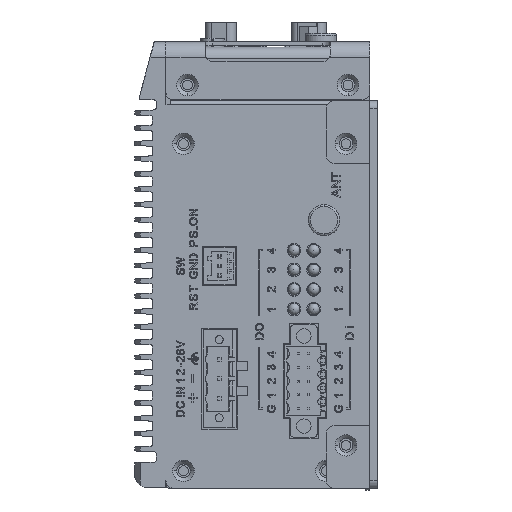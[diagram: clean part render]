
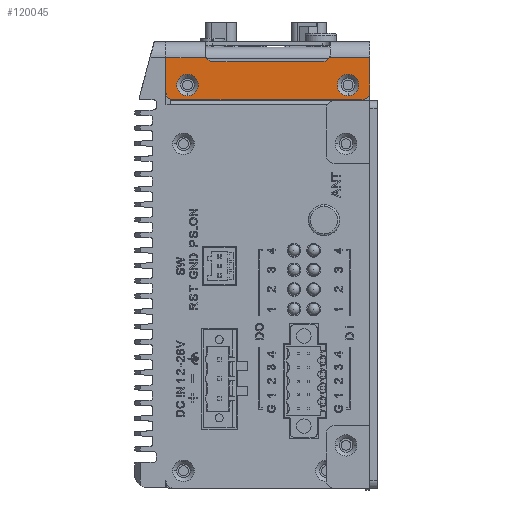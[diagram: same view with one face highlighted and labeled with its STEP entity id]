
A CAD part, left-side view. The second image highlights one B-rep face of the part: STEP entity #120045.
In plain terms, the highlighted planar face has unit normal (-1, 0, 0).
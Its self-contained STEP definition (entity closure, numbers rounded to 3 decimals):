
#505 = AXIS2_PLACEMENT_3D ( 'NONE', #212465, #305766, #189065 ) ;
#3506 = CARTESIAN_POINT ( 'NONE',  ( -79., -6.5, 53.6 ) ) ;
#8638 = EDGE_CURVE ( 'NONE', #202598, #17755, #260928, .T. ) ;
#10230 = VECTOR ( 'NONE', #140904, 1000. ) ;
#10595 = LINE ( 'NONE', #178410, #84323 ) ;
#12001 = LINE ( 'NONE', #181374, #10230 ) ;
#14311 = DIRECTION ( 'NONE',  ( 0., 0., -1. ) ) ;
#15240 = CARTESIAN_POINT ( 'NONE',  ( -79., -43., 59.6 ) ) ;
#17755 = VERTEX_POINT ( 'NONE', #120284 ) ;
#21880 = CARTESIAN_POINT ( 'NONE',  ( -79., -11.268, 60.6 ) ) ;
#24180 = CARTESIAN_POINT ( 'NONE',  ( -79., -6.5, 53.6 ) ) ;
#24185 = LINE ( 'NONE', #120613, #95886 ) ;
#24330 = ORIENTED_EDGE ( 'NONE', *, *, #202503, .T. ) ;
#30162 = CARTESIAN_POINT ( 'NONE',  ( -79., -47.5, 53.6 ) ) ;
#34631 = DIRECTION ( 'NONE',  ( 0., 0., -1. ) ) ;
#37304 = EDGE_CURVE ( 'NONE', #17755, #192227, #10595, .T. ) ;
#38233 = AXIS2_PLACEMENT_3D ( 'NONE', #30162, #219865, #148303 ) ;
#39461 = CARTESIAN_POINT ( 'NONE',  ( -79., -47.5, 50.85 ) ) ;
#40116 = AXIS2_PLACEMENT_3D ( 'NONE', #3506, #169788, #50181 ) ;
#42316 = AXIS2_PLACEMENT_3D ( 'NONE', #210283, #186917, #281884 ) ;
#45283 = LINE ( 'NONE', #88816, #197674 ) ;
#49233 = ORIENTED_EDGE ( 'NONE', *, *, #60333, .T. ) ;
#50181 = DIRECTION ( 'NONE',  ( 0., 0., -1. ) ) ;
#50540 = CIRCLE ( 'NONE', #224268, 2. ) ;
#51620 = ORIENTED_EDGE ( 'NONE', *, *, #37304, .T. ) ;
#53960 = ORIENTED_EDGE ( 'NONE', *, *, #128731, .T. ) ;
#54952 = CARTESIAN_POINT ( 'NONE',  ( -79., -3., 51.8 ) ) ;
#60071 = CIRCLE ( 'NONE', #40116, 2.75 ) ;
#60333 = EDGE_CURVE ( 'NONE', #287100, #189983, #60071, .T. ) ;
#62532 = DIRECTION ( 'NONE',  ( 1., 0., 0. ) ) ;
#65237 = EDGE_CURVE ( 'NONE', #297485, #208182, #50540, .T. ) ;
#68984 = EDGE_CURVE ( 'NONE', #70457, #82535, #176245, .T. ) ;
#70457 = VERTEX_POINT ( 'NONE', #39461 ) ;
#72443 = FACE_BOUND ( 'NONE', #175138, .T. ) ;
#77038 = AXIS2_PLACEMENT_3D ( 'NONE', #54952, #194872, #34631 ) ;
#80630 = CARTESIAN_POINT ( 'NONE',  ( -79., -41., 59.6 ) ) ;
#82535 = VERTEX_POINT ( 'NONE', #252112 ) ;
#84323 = VECTOR ( 'NONE', #298247, 1000. ) ;
#84494 = AXIS2_PLACEMENT_3D ( 'NONE', #241747, #191930, #210654 ) ;
#85743 = CARTESIAN_POINT ( 'NONE',  ( -79., -6.5, 50.85 ) ) ;
#87826 = ORIENTED_EDGE ( 'NONE', *, *, #192613, .F. ) ;
#88816 = CARTESIAN_POINT ( 'NONE',  ( -79., -53., 64.6 ) ) ;
#92658 = FACE_OUTER_BOUND ( 'NONE', #192977, .T. ) ;
#95886 = VECTOR ( 'NONE', #143897, 1000. ) ;
#96817 = ORIENTED_EDGE ( 'NONE', *, *, #65237, .T. ) ;
#99257 = CARTESIAN_POINT ( 'NONE',  ( -79., -42.732, 60.6 ) ) ;
#99479 = DIRECTION ( 'NONE',  ( 0., -1., 0. ) ) ;
#102299 = VECTOR ( 'NONE', #99479, 1000. ) ;
#107768 = CARTESIAN_POINT ( 'NONE',  ( -79., -13., 61.6 ) ) ;
#108555 = DIRECTION ( 'NONE',  ( 0., -1., 0. ) ) ;
#117880 = CARTESIAN_POINT ( 'NONE',  ( -79., -51., 49.8 ) ) ;
#120045 = ADVANCED_FACE ( 'NONE', ( #235793, #72443, #92658 ), #210905, .F. ) ;
#120284 = CARTESIAN_POINT ( 'NONE',  ( -79., -3., 49.8 ) ) ;
#120613 = CARTESIAN_POINT ( 'NONE',  ( -79., -1., 64.6 ) ) ;
#121903 = ORIENTED_EDGE ( 'NONE', *, *, #8638, .T. ) ;
#122627 = CIRCLE ( 'NONE', #38233, 2.75 ) ;
#128731 = EDGE_CURVE ( 'NONE', #289595, #144405, #45283, .T. ) ;
#130610 = CARTESIAN_POINT ( 'NONE',  ( -79., -1., 60.6 ) ) ;
#136516 = LINE ( 'NONE', #15240, #286123 ) ;
#140904 = DIRECTION ( 'NONE',  ( 0., -1., 0. ) ) ;
#142044 = ORIENTED_EDGE ( 'NONE', *, *, #205992, .T. ) ;
#143026 = CARTESIAN_POINT ( 'NONE',  ( -79., -53., 60.6 ) ) ;
#143897 = DIRECTION ( 'NONE',  ( 0., 0., -1. ) ) ;
#144405 = VERTEX_POINT ( 'NONE', #143026 ) ;
#148303 = DIRECTION ( 'NONE',  ( 0., 0., -1. ) ) ;
#148382 = AXIS2_PLACEMENT_3D ( 'NONE', #24180, #174419, #219691 ) ;
#151298 = CARTESIAN_POINT ( 'NONE',  ( -79., -6.5, 56.35 ) ) ;
#161040 = EDGE_CURVE ( 'NONE', #209067, #202598, #24185, .T. ) ;
#169308 = EDGE_LOOP ( 'NONE', ( #24330, #199706 ) ) ;
#169788 = DIRECTION ( 'NONE',  ( 1., 0., 0. ) ) ;
#174419 = DIRECTION ( 'NONE',  ( 1., 0., 0. ) ) ;
#175138 = EDGE_LOOP ( 'NONE', ( #242648, #49233 ) ) ;
#176245 = CIRCLE ( 'NONE', #42316, 2.75 ) ;
#178410 = CARTESIAN_POINT ( 'NONE',  ( -79., -27., 49.8 ) ) ;
#181374 = CARTESIAN_POINT ( 'NONE',  ( -79., -53., 60.6 ) ) ;
#183633 = DIRECTION ( 'NONE',  ( 0., 0., 1. ) ) ;
#186762 = VERTEX_POINT ( 'NONE', #21880 ) ;
#186917 = DIRECTION ( 'NONE',  ( 1., 0., 0. ) ) ;
#188427 = ORIENTED_EDGE ( 'NONE', *, *, #258003, .F. ) ;
#189065 = DIRECTION ( 'NONE',  ( 0., 0., -1. ) ) ;
#189983 = VERTEX_POINT ( 'NONE', #151298 ) ;
#191930 = DIRECTION ( 'NONE',  ( -1., 0., 0. ) ) ;
#192227 = VERTEX_POINT ( 'NONE', #117880 ) ;
#192613 = EDGE_CURVE ( 'NONE', #211064, #208182, #136516, .T. ) ;
#192977 = EDGE_LOOP ( 'NONE', ( #307445, #96817, #87826, #210916, #188427, #258314, #121903, #51620, #142044, #53960 ) ) ;
#193827 = EDGE_CURVE ( 'NONE', #211064, #186762, #302794, .T. ) ;
#194872 = DIRECTION ( 'NONE',  ( -1., 0., 0. ) ) ;
#197674 = VECTOR ( 'NONE', #183633, 1000. ) ;
#199706 = ORIENTED_EDGE ( 'NONE', *, *, #68984, .T. ) ;
#202503 = EDGE_CURVE ( 'NONE', #82535, #70457, #122627, .T. ) ;
#202598 = VERTEX_POINT ( 'NONE', #234356 ) ;
#205992 = EDGE_CURVE ( 'NONE', #192227, #289595, #262891, .T. ) ;
#208182 = VERTEX_POINT ( 'NONE', #80630 ) ;
#209067 = VERTEX_POINT ( 'NONE', #130610 ) ;
#210283 = CARTESIAN_POINT ( 'NONE',  ( -79., -47.5, 53.6 ) ) ;
#210654 = DIRECTION ( 'NONE',  ( 0., 0., -1. ) ) ;
#210905 = PLANE ( 'NONE',  #505 ) ;
#210916 = ORIENTED_EDGE ( 'NONE', *, *, #193827, .T. ) ;
#211064 = VERTEX_POINT ( 'NONE', #270689 ) ;
#212465 = CARTESIAN_POINT ( 'NONE',  ( -79., -27., 64.6 ) ) ;
#219691 = DIRECTION ( 'NONE',  ( 0., 0., -1. ) ) ;
#219865 = DIRECTION ( 'NONE',  ( 1., 0., 0. ) ) ;
#220302 = EDGE_CURVE ( 'NONE', #189983, #287100, #307383, .T. ) ;
#223212 = CARTESIAN_POINT ( 'NONE',  ( -79., -53., 51.8 ) ) ;
#224268 = AXIS2_PLACEMENT_3D ( 'NONE', #275595, #62532, #14311 ) ;
#234356 = CARTESIAN_POINT ( 'NONE',  ( -79., -1., 51.8 ) ) ;
#235793 = FACE_BOUND ( 'NONE', #169308, .T. ) ;
#241124 = CARTESIAN_POINT ( 'NONE',  ( -79., -53., 60.6 ) ) ;
#241747 = CARTESIAN_POINT ( 'NONE',  ( -79., -51., 51.8 ) ) ;
#242648 = ORIENTED_EDGE ( 'NONE', *, *, #220302, .T. ) ;
#252112 = CARTESIAN_POINT ( 'NONE',  ( -79., -47.5, 56.35 ) ) ;
#258003 = EDGE_CURVE ( 'NONE', #209067, #186762, #283187, .T. ) ;
#258314 = ORIENTED_EDGE ( 'NONE', *, *, #161040, .T. ) ;
#260928 = CIRCLE ( 'NONE', #77038, 2. ) ;
#262891 = CIRCLE ( 'NONE', #84494, 2. ) ;
#268013 = AXIS2_PLACEMENT_3D ( 'NONE', #107768, #297528, #274192 ) ;
#270689 = CARTESIAN_POINT ( 'NONE',  ( -79., -13., 59.6 ) ) ;
#274192 = DIRECTION ( 'NONE',  ( 0., 0., -1. ) ) ;
#275595 = CARTESIAN_POINT ( 'NONE',  ( -79., -41., 61.6 ) ) ;
#281275 = EDGE_CURVE ( 'NONE', #297485, #144405, #12001, .T. ) ;
#281884 = DIRECTION ( 'NONE',  ( 0., 0., -1. ) ) ;
#283187 = LINE ( 'NONE', #241124, #102299 ) ;
#286123 = VECTOR ( 'NONE', #108555, 1000. ) ;
#287100 = VERTEX_POINT ( 'NONE', #85743 ) ;
#289595 = VERTEX_POINT ( 'NONE', #223212 ) ;
#297485 = VERTEX_POINT ( 'NONE', #99257 ) ;
#297528 = DIRECTION ( 'NONE',  ( 1., 0., 0. ) ) ;
#298247 = DIRECTION ( 'NONE',  ( 0., -1., 0. ) ) ;
#302794 = CIRCLE ( 'NONE', #268013, 2. ) ;
#305766 = DIRECTION ( 'NONE',  ( 1., 0., 0. ) ) ;
#307383 = CIRCLE ( 'NONE', #148382, 2.75 ) ;
#307445 = ORIENTED_EDGE ( 'NONE', *, *, #281275, .F. ) ;
